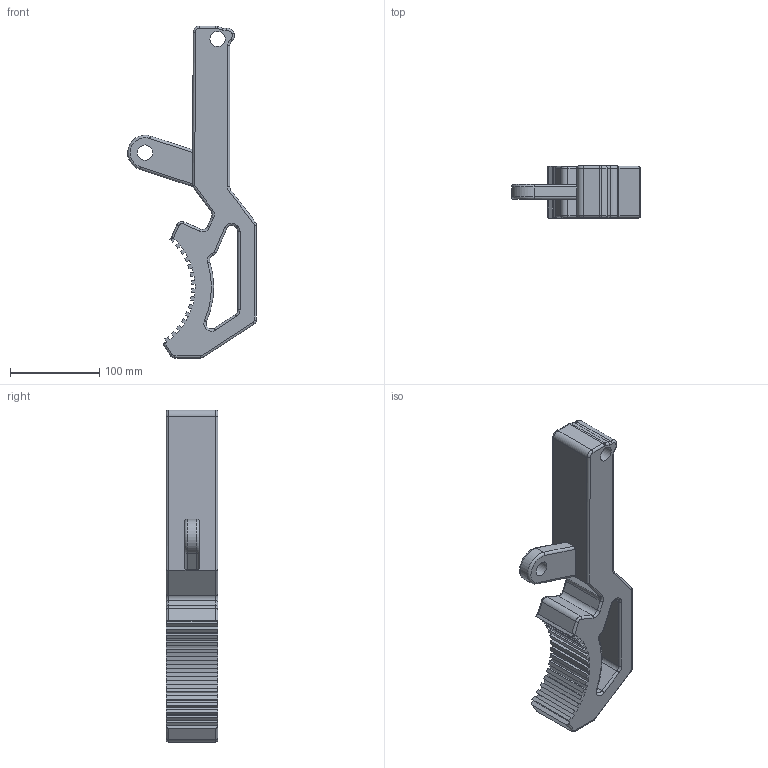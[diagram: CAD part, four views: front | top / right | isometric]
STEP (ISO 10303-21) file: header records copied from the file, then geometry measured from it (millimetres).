
FILE_DESCRIPTION(/* description */ ('STEP AP214'),/* implementation_level */ '2;1');
FILE_NAME(/* name */ '632f439ae78f7d4bf8e85548',/* time_stamp */ '2022-09-24T17:51:23+00:00',/* author */ (''),/* organization */ (''),/* preprocessor_version */ 'ST-DEVELOPER v18.102',/* originating_system */ ' ',/* authorisation */ ' ');
FILE_SCHEMA (('AUTOMOTIVE_DESIGN {1 0 10303 214 3 1 1}'));
Length unit declared in the file: metre
Products named in the file (1): Gripper Arm Left
Bounding box: 144.19 x 58 x 371.67 mm (x, y, z)
Volume: 1048091.8 mm3; surface area: 119378 mm2
Topology: 1 solids, 1 shells, 198 faces, 504 edges, 306 vertices
Faces by surface type: cylinder 81, plane 69, torus 48
Full cylindrical faces by diameter (mm): 17.209 x1, 17.235 x1
Entity records: 5980 total; most frequent: DIRECTION 1104, CARTESIAN_POINT 1037, ORIENTED_EDGE 1000, EDGE_CURVE 500, AXIS2_PLACEMENT_3D 413, VERTEX_POINT 306, LINE 278, VECTOR 278
